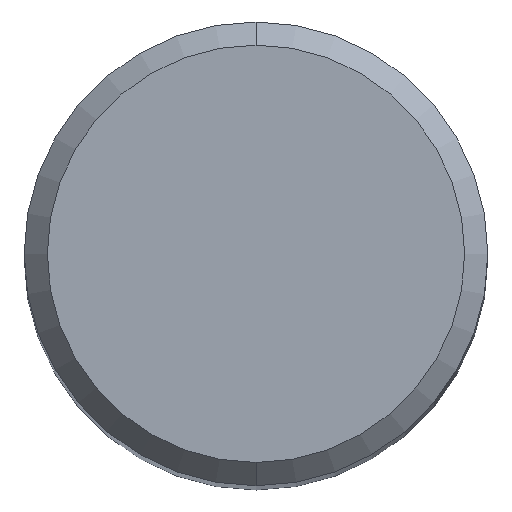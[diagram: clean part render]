
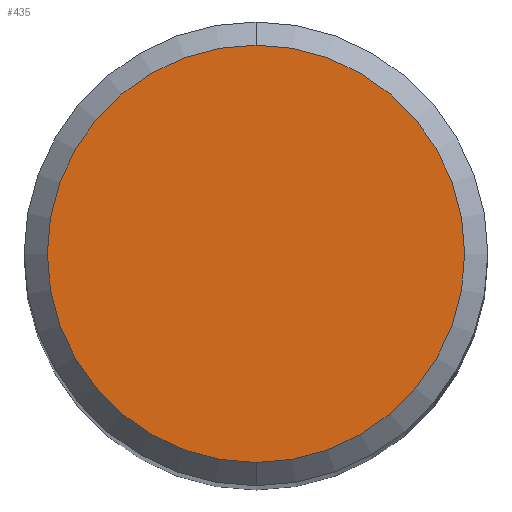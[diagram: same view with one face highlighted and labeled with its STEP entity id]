
A CAD part, top view. The second image highlights one B-rep face of the part: STEP entity #435.
In plain terms, the highlighted planar face has unit normal (0, 0, 1).
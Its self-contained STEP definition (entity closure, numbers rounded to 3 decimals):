
#269=VERTEX_POINT('',#582);
#307=EDGE_CURVE('',#269,#369,#623,.T.);
#347=EDGE_CURVE('',#369,#269,#667,.T.);
#369=VERTEX_POINT('',#691);
#435=ADVANCED_FACE('',(#764),#765,.T.);
#582=CARTESIAN_POINT('',(0.,-4.5,0.0));
#623=CIRCLE('',#1049,4.5);
#667=CIRCLE('',#1153,4.5);
#691=CARTESIAN_POINT('',(0.0,4.5,0.0));
#764=FACE_OUTER_BOUND('',#1379,.T.);
#765=PLANE('',#1380);
#1049=AXIS2_PLACEMENT_3D('',#1607,#1608,#1609);
#1153=AXIS2_PLACEMENT_3D('',#1668,#1669,#1670);
#1379=EDGE_LOOP('',(#1765,#1766));
#1380=AXIS2_PLACEMENT_3D('',#1767,#1768,#1769);
#1607=CARTESIAN_POINT('',(0.0,0.0,0.0));
#1608=DIRECTION('',(0.0,0.0,-1.0));
#1609=DIRECTION('',(0.0,1.0,0.0));
#1668=CARTESIAN_POINT('',(0.0,0.0,0.0));
#1669=DIRECTION('',(0.0,0.0,-1.0));
#1670=DIRECTION('',(0.0,1.0,0.0));
#1765=ORIENTED_EDGE('',*,*,#347,.F.);
#1766=ORIENTED_EDGE('',*,*,#307,.F.);
#1767=CARTESIAN_POINT('',(0.0,2.25,0.0));
#1768=DIRECTION('',(-0.0,0.0,1.0));
#1769=DIRECTION('',(0.0,-1.0,0.0));
